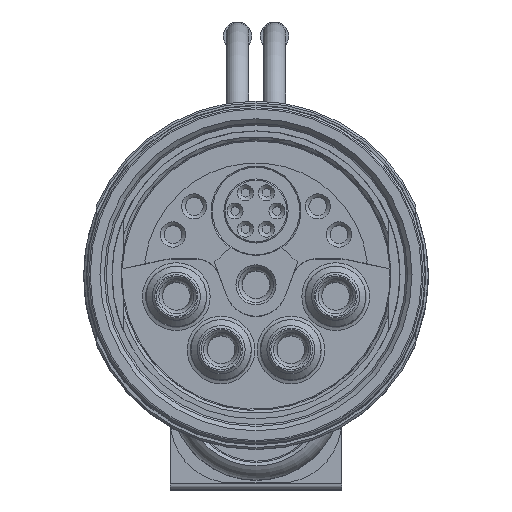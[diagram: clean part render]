
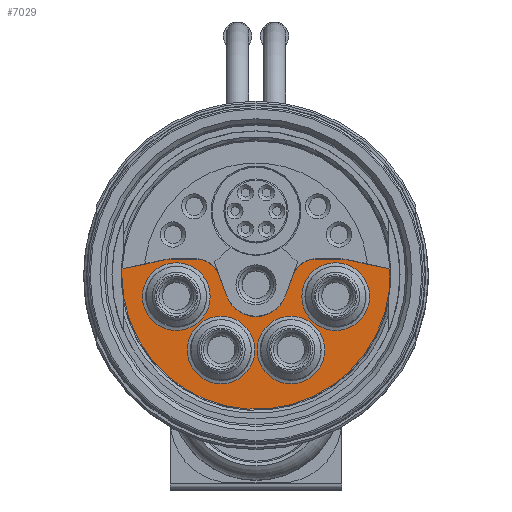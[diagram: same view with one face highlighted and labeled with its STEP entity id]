
A CAD part, top view. The second image highlights one B-rep face of the part: STEP entity #7029.
In plain terms, the highlighted planar face has unit normal (0, 0, 1).
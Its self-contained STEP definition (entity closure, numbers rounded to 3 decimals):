
#104=PLANE('',#7505);
#282=LINE('',#9680,#567);
#286=LINE('',#9692,#571);
#292=LINE('',#9713,#577);
#296=LINE('',#9725,#581);
#325=LINE('',#9904,#610);
#328=LINE('',#9912,#613);
#567=VECTOR('',#8014,1000.);
#571=VECTOR('',#8026,1000.);
#577=VECTOR('',#8046,1000.);
#581=VECTOR('',#8058,1000.);
#610=VECTOR('',#8273,1000.);
#613=VECTOR('',#8282,1000.);
#855=CIRCLE('',#7299,3.05);
#857=CIRCLE('',#7303,2.);
#859=CIRCLE('',#7306,2.);
#861=CIRCLE('',#7310,3.05);
#912=CIRCLE('',#7406,2.55);
#961=CIRCLE('',#7504,11.);
#962=CIRCLE('',#7506,2.75);
#963=CIRCLE('',#7507,2.75);
#964=CIRCLE('',#7508,2.75);
#965=CIRCLE('',#7509,2.75);
#1531=ORIENTED_EDGE('',*,*,#2588,.T.);
#1532=ORIENTED_EDGE('',*,*,#2589,.T.);
#1533=ORIENTED_EDGE('',*,*,#2590,.T.);
#1534=ORIENTED_EDGE('',*,*,#2591,.T.);
#1535=ORIENTED_EDGE('',*,*,#2427,.T.);
#1536=ORIENTED_EDGE('',*,*,#2587,.T.);
#1537=ORIENTED_EDGE('',*,*,#2449,.T.);
#1538=ORIENTED_EDGE('',*,*,#2447,.T.);
#1539=ORIENTED_EDGE('',*,*,#2443,.T.);
#1540=ORIENTED_EDGE('',*,*,#2441,.T.);
#1541=ORIENTED_EDGE('',*,*,#2532,.T.);
#1542=ORIENTED_EDGE('',*,*,#2530,.F.);
#1543=ORIENTED_EDGE('',*,*,#2528,.T.);
#1544=ORIENTED_EDGE('',*,*,#2437,.T.);
#1545=ORIENTED_EDGE('',*,*,#2433,.T.);
#1546=ORIENTED_EDGE('',*,*,#2431,.T.);
#2427=EDGE_CURVE('',#3029,#3028,#282,.T.);
#2431=EDGE_CURVE('',#3031,#3029,#855,.T.);
#2433=EDGE_CURVE('',#3033,#3031,#286,.T.);
#2437=EDGE_CURVE('',#3035,#3033,#857,.T.);
#2441=EDGE_CURVE('',#3037,#3039,#859,.T.);
#2443=EDGE_CURVE('',#3041,#3037,#292,.T.);
#2447=EDGE_CURVE('',#3043,#3041,#861,.T.);
#2449=EDGE_CURVE('',#3045,#3043,#296,.T.);
#2528=EDGE_CURVE('',#3102,#3035,#325,.T.);
#2530=EDGE_CURVE('',#3102,#3103,#912,.T.);
#2532=EDGE_CURVE('',#3039,#3103,#328,.T.);
#2587=EDGE_CURVE('',#3028,#3045,#961,.T.);
#2588=EDGE_CURVE('',#3149,#3149,#962,.T.);
#2589=EDGE_CURVE('',#3150,#3150,#963,.T.);
#2590=EDGE_CURVE('',#3151,#3151,#964,.T.);
#2591=EDGE_CURVE('',#3152,#3152,#965,.T.);
#3028=VERTEX_POINT('',#9679);
#3029=VERTEX_POINT('',#9681);
#3031=VERTEX_POINT('',#9686);
#3033=VERTEX_POINT('',#9693);
#3035=VERTEX_POINT('',#9698);
#3037=VERTEX_POINT('',#9704);
#3039=VERTEX_POINT('',#9708);
#3041=VERTEX_POINT('',#9714);
#3043=VERTEX_POINT('',#9719);
#3045=VERTEX_POINT('',#9726);
#3102=VERTEX_POINT('',#9905);
#3103=VERTEX_POINT('',#9909);
#3149=VERTEX_POINT('',#10063);
#3150=VERTEX_POINT('',#10065);
#3151=VERTEX_POINT('',#10067);
#3152=VERTEX_POINT('',#10069);
#3631=EDGE_LOOP('',(#1531));
#3632=EDGE_LOOP('',(#1532));
#3633=EDGE_LOOP('',(#1533));
#3634=EDGE_LOOP('',(#1534));
#3635=EDGE_LOOP('',(#1535,#1536,#1537,#1538,#1539,#1540,#1541,#1542,#1543,
#1544,#1545,#1546));
#4141=FACE_BOUND('',#3631,.T.);
#4142=FACE_BOUND('',#3632,.T.);
#4143=FACE_BOUND('',#3633,.T.);
#4144=FACE_BOUND('',#3634,.T.);
#4145=FACE_BOUND('',#3635,.T.);
#7029=ADVANCED_FACE('',(#4141,#4142,#4143,#4144,#4145),#104,.T.);
#7299=AXIS2_PLACEMENT_3D('',#9688,#8021,#8022);
#7303=AXIS2_PLACEMENT_3D('',#9700,#8033,#8034);
#7306=AXIS2_PLACEMENT_3D('',#9709,#8041,#8042);
#7310=AXIS2_PLACEMENT_3D('',#9721,#8053,#8054);
#7406=AXIS2_PLACEMENT_3D('',#9908,#8277,#8278);
#7504=AXIS2_PLACEMENT_3D('',#10060,#8481,#8482);
#7505=AXIS2_PLACEMENT_3D('',#10061,#8483,#8484);
#7506=AXIS2_PLACEMENT_3D('',#10062,#8485,#8486);
#7507=AXIS2_PLACEMENT_3D('',#10064,#8487,#8488);
#7508=AXIS2_PLACEMENT_3D('',#10066,#8489,#8490);
#7509=AXIS2_PLACEMENT_3D('',#10068,#8491,#8492);
#8014=DIRECTION('',(-0.978,-0.208,0.));
#8021=DIRECTION('',(0.,0.,1.));
#8022=DIRECTION('',(1.,0.,0.));
#8026=DIRECTION('',(-1.,0.,0.));
#8033=DIRECTION('',(0.,0.,1.));
#8034=DIRECTION('',(1.,0.,0.));
#8041=DIRECTION('',(0.,0.,1.));
#8042=DIRECTION('',(1.,0.,0.));
#8046=DIRECTION('',(-1.,0.,0.));
#8053=DIRECTION('',(0.,0.,1.));
#8054=DIRECTION('',(1.,0.,0.));
#8058=DIRECTION('',(-0.978,0.208,0.));
#8273=DIRECTION('',(-0.342,0.94,0.));
#8277=DIRECTION('',(0.,0.,1.));
#8278=DIRECTION('',(1.,0.,0.));
#8282=DIRECTION('',(-0.342,-0.94,0.));
#8481=DIRECTION('',(0.,0.,1.));
#8482=DIRECTION('',(1.,0.,0.));
#8483=DIRECTION('',(0.,0.,1.));
#8484=DIRECTION('',(1.,0.,0.));
#8485=DIRECTION('',(0.,0.,-1.));
#8486=DIRECTION('',(-1.,0.,0.));
#8487=DIRECTION('',(0.,0.,-1.));
#8488=DIRECTION('',(-1.,0.,0.));
#8489=DIRECTION('',(0.,0.,-1.));
#8490=DIRECTION('',(-1.,0.,0.));
#8491=DIRECTION('',(0.,0.,-1.));
#8492=DIRECTION('',(-1.,0.,0.));
#9679=CARTESIAN_POINT('',(-10.989,0.491,-22.));
#9680=CARTESIAN_POINT('',(-7.42,1.249,-22.));
#9681=CARTESIAN_POINT('',(-7.42,1.249,-22.));
#9686=CARTESIAN_POINT('',(-6.785,1.316,-22.));
#9688=CARTESIAN_POINT('',(-6.785,-1.734,-22.));
#9692=CARTESIAN_POINT('',(-4.884,1.316,-22.));
#9693=CARTESIAN_POINT('',(-4.884,1.316,-22.));
#9698=CARTESIAN_POINT('',(-3.005,0.,-22.));
#9700=CARTESIAN_POINT('',(-4.884,-0.684,-22.));
#9704=CARTESIAN_POINT('',(4.884,1.316,-22.));
#9708=CARTESIAN_POINT('',(3.005,0.,-22.));
#9709=CARTESIAN_POINT('',(4.884,-0.684,-22.));
#9713=CARTESIAN_POINT('',(6.785,1.316,-22.));
#9714=CARTESIAN_POINT('',(6.785,1.316,-22.));
#9719=CARTESIAN_POINT('',(7.42,1.249,-22.));
#9721=CARTESIAN_POINT('',(6.785,-1.734,-22.));
#9725=CARTESIAN_POINT('',(10.989,0.491,-22.));
#9726=CARTESIAN_POINT('',(10.989,0.491,-22.));
#9904=CARTESIAN_POINT('',(-2.396,-1.672,-22.));
#9905=CARTESIAN_POINT('',(-2.396,-1.672,-22.));
#9908=CARTESIAN_POINT('',(0.,-0.8,-22.));
#9909=CARTESIAN_POINT('',(2.396,-1.672,-22.));
#9912=CARTESIAN_POINT('',(3.005,0.,-22.));
#10060=CARTESIAN_POINT('',(0.,0.,-22.));
#10061=CARTESIAN_POINT('',(0.,0.,-22.));
#10062=CARTESIAN_POINT('',(-6.472,-1.734,-22.));
#10063=CARTESIAN_POINT('',(-9.222,-1.734,-22.));
#10064=CARTESIAN_POINT('',(-2.835,-6.075,-22.));
#10065=CARTESIAN_POINT('',(-5.585,-6.075,-22.));
#10066=CARTESIAN_POINT('',(2.835,-6.075,-22.));
#10067=CARTESIAN_POINT('',(0.085,-6.075,-22.));
#10068=CARTESIAN_POINT('',(6.472,-1.734,-22.));
#10069=CARTESIAN_POINT('',(3.722,-1.734,-22.));
